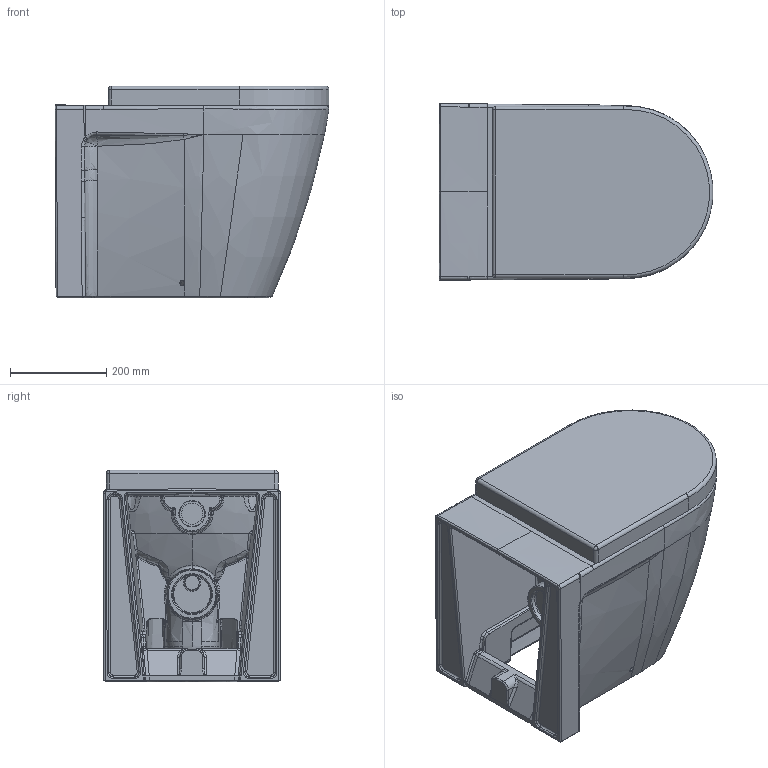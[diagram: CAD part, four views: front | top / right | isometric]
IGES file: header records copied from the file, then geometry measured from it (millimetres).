
Global section: file name: No Iges File Name specified; native system: Autodesk Inventor 2011; preprocessor: AutoDesk Inventor Iges Exporter R2011; author: Administrator; date: 20110529.124228; units: millimetre
Bounding box: 570.06 x 367.94 x 440.84 mm (x, y, z)
Volume: 33915626.5 mm3; surface area: 1988184.7 mm2
Topology: 2 solids, 2 shells, 1159 faces, 2819 edges, 1623 vertices
Faces by surface type: bspline 906, plane 103, revolution 80, cylinder 45, torus 19, cone 4, sphere 2
